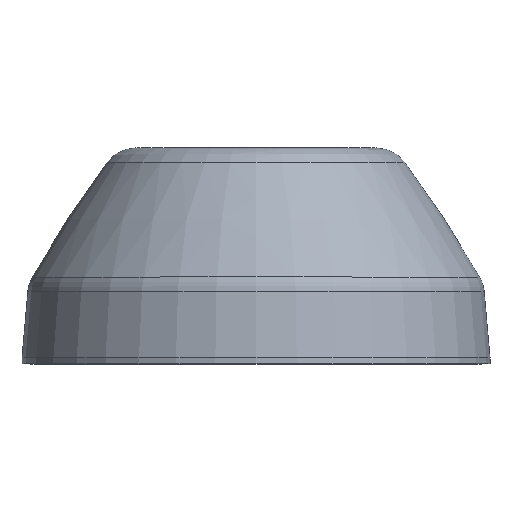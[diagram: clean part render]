
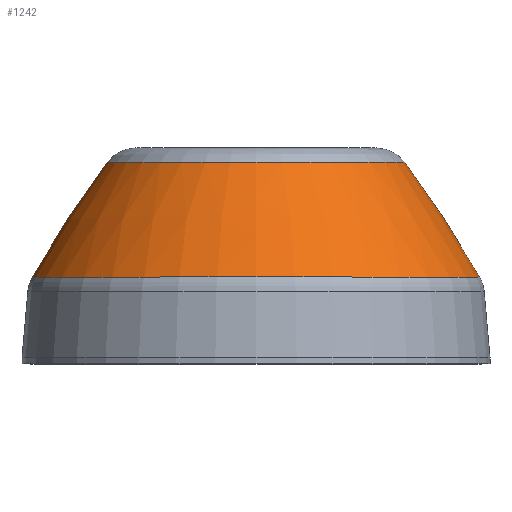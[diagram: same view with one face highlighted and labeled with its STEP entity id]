
A CAD part, top view. The second image highlights one B-rep face of the part: STEP entity #1242.
In plain terms, the highlighted free-form (B-spline) face has degree [2, 2] with [3, 9] control points.
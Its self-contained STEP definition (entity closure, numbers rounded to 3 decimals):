
#26=(
BOUNDED_SURFACE()
B_SPLINE_SURFACE(2,2,((#2503,#2504,#2505,#2506,#2507,#2508,#2509,#2510,
#2511),(#2512,#2513,#2514,#2515,#2516,#2517,#2518,#2519,#2520),(#2521,#2522,
#2523,#2524,#2525,#2526,#2527,#2528,#2529)),.UNSPECIFIED.,.F.,.T.,.F.)
B_SPLINE_SURFACE_WITH_KNOTS((3,3),(3,2,2,2,3),(-0.641,-0.514),
(-3.142,-1.571,0.,1.571,3.142),
 .UNSPECIFIED.)
GEOMETRIC_REPRESENTATION_ITEM()
RATIONAL_B_SPLINE_SURFACE(((1.,0.707,1.,0.707,1.,
0.707,1.,0.707,1.),(0.998,0.706,
0.998,0.706,0.998,0.706,
0.998,0.706,0.998),(1.,0.707,
1.,0.707,1.,0.707,1.,0.707,1.)))
REPRESENTATION_ITEM('')
SURFACE()
);
#192=FACE_OUTER_BOUND('',#266,.T.);
#266=EDGE_LOOP('',(#974,#975,#976,#977));
#450=CIRCLE('',#1406,12.405);
#452=CIRCLE('',#1408,18.643);
#453=CIRCLE('',#1409,90.);
#579=VERTEX_POINT('',#2500);
#580=VERTEX_POINT('',#2530);
#739=EDGE_CURVE('',#579,#579,#450,.T.);
#741=EDGE_CURVE('',#580,#580,#452,.T.);
#742=EDGE_CURVE('',#580,#579,#453,.T.);
#974=ORIENTED_EDGE('',*,*,#741,.F.);
#975=ORIENTED_EDGE('',*,*,#742,.T.);
#976=ORIENTED_EDGE('',*,*,#739,.T.);
#977=ORIENTED_EDGE('',*,*,#742,.F.);
#1242=ADVANCED_FACE('',(#192),#26,.F.);
#1406=AXIS2_PLACEMENT_3D('',#2501,#1663,#1664);
#1408=AXIS2_PLACEMENT_3D('',#2531,#1667,#1668);
#1409=AXIS2_PLACEMENT_3D('',#2532,#1669,#1670);
#1663=DIRECTION('center_axis',(0.,-1.,0.));
#1664=DIRECTION('ref_axis',(0.,0.,-1.));
#1667=DIRECTION('center_axis',(0.,-1.,0.));
#1668=DIRECTION('ref_axis',(0.,0.,-1.));
#1669=DIRECTION('center_axis',(-1.,0.,0.));
#1670=DIRECTION('ref_axis',(0.,0.,1.));
#2500=CARTESIAN_POINT('',(0.,16.793,12.405));
#2501=CARTESIAN_POINT('Origin',(0.,16.793,0.));
#2503=CARTESIAN_POINT('Ctrl Pts',(0.,16.793,12.405));
#2504=CARTESIAN_POINT('Ctrl Pts',(-12.405,16.793,12.405));
#2505=CARTESIAN_POINT('Ctrl Pts',(-12.405,16.793,0.));
#2506=CARTESIAN_POINT('Ctrl Pts',(-12.405,16.793,-12.405));
#2507=CARTESIAN_POINT('Ctrl Pts',(0.,16.793,-12.405));
#2508=CARTESIAN_POINT('Ctrl Pts',(12.405,16.793,-12.405));
#2509=CARTESIAN_POINT('Ctrl Pts',(12.405,16.793,0.));
#2510=CARTESIAN_POINT('Ctrl Pts',(12.405,16.793,12.405));
#2511=CARTESIAN_POINT('Ctrl Pts',(0.,16.793,12.405));
#2512=CARTESIAN_POINT('Ctrl Pts',(0.,12.201,15.829));
#2513=CARTESIAN_POINT('Ctrl Pts',(-15.829,12.201,15.829));
#2514=CARTESIAN_POINT('Ctrl Pts',(-15.829,12.201,0.));
#2515=CARTESIAN_POINT('Ctrl Pts',(-15.829,12.201,-15.829));
#2516=CARTESIAN_POINT('Ctrl Pts',(0.,12.201,-15.829));
#2517=CARTESIAN_POINT('Ctrl Pts',(15.829,12.201,-15.829));
#2518=CARTESIAN_POINT('Ctrl Pts',(15.829,12.201,0.));
#2519=CARTESIAN_POINT('Ctrl Pts',(15.829,12.201,15.829));
#2520=CARTESIAN_POINT('Ctrl Pts',(0.,12.201,15.829));
#2521=CARTESIAN_POINT('Ctrl Pts',(0.,7.212,18.643));
#2522=CARTESIAN_POINT('Ctrl Pts',(-18.643,7.212,18.643));
#2523=CARTESIAN_POINT('Ctrl Pts',(-18.643,7.212,0.));
#2524=CARTESIAN_POINT('Ctrl Pts',(-18.643,7.212,-18.643));
#2525=CARTESIAN_POINT('Ctrl Pts',(0.,7.212,-18.643));
#2526=CARTESIAN_POINT('Ctrl Pts',(18.643,7.212,-18.643));
#2527=CARTESIAN_POINT('Ctrl Pts',(18.643,7.212,0.));
#2528=CARTESIAN_POINT('Ctrl Pts',(18.643,7.212,18.643));
#2529=CARTESIAN_POINT('Ctrl Pts',(0.,7.212,18.643));
#2530=CARTESIAN_POINT('',(0.,7.212,18.643));
#2531=CARTESIAN_POINT('Origin',(0.,7.212,0.));
#2532=CARTESIAN_POINT('Origin',(0.,-37.006,
-59.745));
